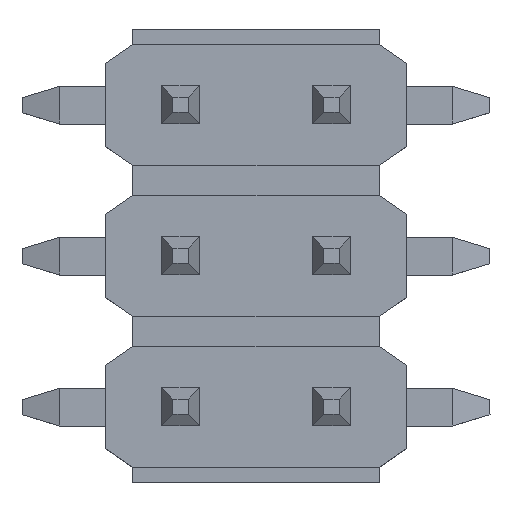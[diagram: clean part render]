
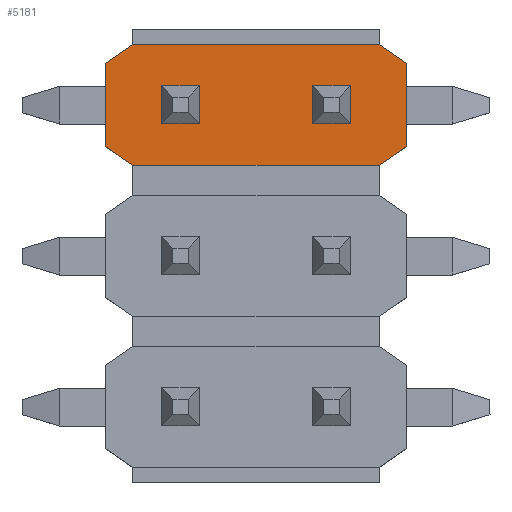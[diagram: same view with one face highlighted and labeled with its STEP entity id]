
A CAD part, top view. The second image highlights one B-rep face of the part: STEP entity #5181.
In plain terms, the highlighted planar face has unit normal (0, 0, 1).
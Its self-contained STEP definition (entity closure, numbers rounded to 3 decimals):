
#392=ORIENTED_EDGE('',*,*,#1317,.T.);
#393=ORIENTED_EDGE('',*,*,#1318,.T.);
#394=ORIENTED_EDGE('',*,*,#1319,.T.);
#395=ORIENTED_EDGE('',*,*,#1320,.T.);
#396=ORIENTED_EDGE('',*,*,#1321,.T.);
#397=ORIENTED_EDGE('',*,*,#1322,.T.);
#398=ORIENTED_EDGE('',*,*,#1323,.T.);
#399=ORIENTED_EDGE('',*,*,#1324,.T.);
#400=ORIENTED_EDGE('',*,*,#1148,.F.);
#401=ORIENTED_EDGE('',*,*,#1262,.F.);
#402=ORIENTED_EDGE('',*,*,#1246,.F.);
#403=ORIENTED_EDGE('',*,*,#1211,.T.);
#404=ORIENTED_EDGE('',*,*,#1170,.F.);
#405=ORIENTED_EDGE('',*,*,#1227,.T.);
#406=ORIENTED_EDGE('',*,*,#1235,.T.);
#407=ORIENTED_EDGE('',*,*,#1294,.F.);
#1148=EDGE_CURVE('',#1664,#1665,#1996,.T.);
#1170=EDGE_CURVE('',#1681,#1680,#2018,.T.);
#1211=EDGE_CURVE('',#1716,#1680,#2059,.T.);
#1227=EDGE_CURVE('',#1681,#1728,#2075,.T.);
#1235=EDGE_CURVE('',#1728,#1733,#2083,.T.);
#1246=EDGE_CURVE('',#1716,#1741,#2094,.T.);
#1262=EDGE_CURVE('',#1741,#1664,#2110,.T.);
#1294=EDGE_CURVE('',#1665,#1733,#2142,.T.);
#1317=EDGE_CURVE('',#1764,#1765,#2165,.T.);
#1318=EDGE_CURVE('',#1765,#1766,#2166,.T.);
#1319=EDGE_CURVE('',#1766,#1767,#2167,.T.);
#1320=EDGE_CURVE('',#1767,#1764,#2168,.T.);
#1321=EDGE_CURVE('',#1768,#1769,#2169,.T.);
#1322=EDGE_CURVE('',#1769,#1770,#2170,.T.);
#1323=EDGE_CURVE('',#1770,#1771,#2171,.T.);
#1324=EDGE_CURVE('',#1771,#1768,#2172,.T.);
#1664=VERTEX_POINT('',#6638);
#1665=VERTEX_POINT('',#6639);
#1680=VERTEX_POINT('',#6680);
#1681=VERTEX_POINT('',#6682);
#1716=VERTEX_POINT('',#6770);
#1728=VERTEX_POINT('',#6801);
#1733=VERTEX_POINT('',#6816);
#1741=VERTEX_POINT('',#6837);
#1764=VERTEX_POINT('',#6965);
#1765=VERTEX_POINT('',#6966);
#1766=VERTEX_POINT('',#6968);
#1767=VERTEX_POINT('',#6970);
#1768=VERTEX_POINT('',#6973);
#1769=VERTEX_POINT('',#6974);
#1770=VERTEX_POINT('',#6976);
#1771=VERTEX_POINT('',#6978);
#1996=LINE('',#6637,#2496);
#2018=LINE('',#6683,#2518);
#2059=LINE('',#6769,#2559);
#2075=LINE('',#6803,#2575);
#2083=LINE('',#6817,#2583);
#2094=LINE('',#6839,#2594);
#2110=LINE('',#6871,#2610);
#2142=LINE('',#6922,#2642);
#2165=LINE('',#6964,#2665);
#2166=LINE('',#6967,#2666);
#2167=LINE('',#6969,#2667);
#2168=LINE('',#6971,#2668);
#2169=LINE('',#6972,#2669);
#2170=LINE('',#6975,#2670);
#2171=LINE('',#6977,#2671);
#2172=LINE('',#6979,#2672);
#2496=VECTOR('',#5640,1000.);
#2518=VECTOR('',#5674,1000.);
#2559=VECTOR('',#5737,1000.);
#2575=VECTOR('',#5761,1000.);
#2583=VECTOR('',#5773,1000.);
#2594=VECTOR('',#5790,1000.);
#2610=VECTOR('',#5818,1000.);
#2642=VECTOR('',#5872,1000.);
#2665=VECTOR('',#5925,1000.);
#2666=VECTOR('',#5926,1000.);
#2667=VECTOR('',#5927,1000.);
#2668=VECTOR('',#5928,1000.);
#2669=VECTOR('',#5929,1000.);
#2670=VECTOR('',#5930,1000.);
#2671=VECTOR('',#5931,1000.);
#2672=VECTOR('',#5932,1000.);
#3027=EDGE_LOOP('',(#392,#393,#394,#395));
#3028=EDGE_LOOP('',(#396,#397,#398,#399));
#3029=EDGE_LOOP('',(#400,#401,#402,#403,#404,#405,#406,#407));
#3253=FACE_BOUND('',#3027,.T.);
#3254=FACE_BOUND('',#3028,.T.);
#3255=FACE_BOUND('',#3029,.T.);
#3479=PLANE('',#5402);
#5181=ADVANCED_FACE('',(#3253,#3254,#3255),#3479,.T.);
#5402=AXIS2_PLACEMENT_3D('',#6963,#5923,#5924);
#5640=DIRECTION('',(0.,1.,0.));
#5674=DIRECTION('',(0.,-1.,0.));
#5737=DIRECTION('',(0.57,0.821,0.));
#5761=DIRECTION('',(-0.57,0.821,0.));
#5773=DIRECTION('',(-1.,0.,0.));
#5790=DIRECTION('',(-1.,0.,0.));
#5818=DIRECTION('',(-0.56,0.829,0.));
#5872=DIRECTION('',(0.56,0.829,0.));
#5923=DIRECTION('',(0.,0.,1.));
#5924=DIRECTION('',(1.,0.,0.));
#5925=DIRECTION('',(-1.,0.,0.));
#5926=DIRECTION('',(0.,1.,0.));
#5927=DIRECTION('',(1.,0.,0.));
#5928=DIRECTION('',(0.,-1.,0.));
#5929=DIRECTION('',(-1.,0.,0.));
#5930=DIRECTION('',(0.,1.,0.));
#5931=DIRECTION('',(1.,0.,0.));
#5932=DIRECTION('',(0.,-1.,0.));
#6637=CARTESIAN_POINT('',(1.2,-1.63,1.));
#6638=CARTESIAN_POINT('',(1.2,-1.63,1.));
#6639=CARTESIAN_POINT('',(1.2,1.63,1.));
#6680=CARTESIAN_POINT('',(2.8,-1.64,1.));
#6682=CARTESIAN_POINT('',(2.8,1.64,1.));
#6683=CARTESIAN_POINT('',(2.8,1.64,1.));
#6769=CARTESIAN_POINT('',(2.55,-2.,1.));
#6770=CARTESIAN_POINT('',(2.55,-2.,1.));
#6801=CARTESIAN_POINT('',(2.55,2.,1.));
#6803=CARTESIAN_POINT('',(2.8,1.64,1.));
#6816=CARTESIAN_POINT('',(1.45,2.,1.));
#6817=CARTESIAN_POINT('',(3.,2.,1.));
#6837=CARTESIAN_POINT('',(1.45,-2.,1.));
#6839=CARTESIAN_POINT('',(3.,-2.,1.));
#6871=CARTESIAN_POINT('',(1.45,-2.,1.));
#6922=CARTESIAN_POINT('',(1.2,1.63,1.));
#6963=CARTESIAN_POINT('',(3.,-2.,1.));
#6964=CARTESIAN_POINT('',(2.25,-1.25,1.));
#6965=CARTESIAN_POINT('',(2.25,-1.25,1.));
#6966=CARTESIAN_POINT('',(1.75,-1.25,1.));
#6967=CARTESIAN_POINT('',(1.75,-1.25,1.));
#6968=CARTESIAN_POINT('',(1.75,-0.75,1.));
#6969=CARTESIAN_POINT('',(1.75,-0.75,1.));
#6970=CARTESIAN_POINT('',(2.25,-0.75,1.));
#6971=CARTESIAN_POINT('',(2.25,-0.75,1.));
#6972=CARTESIAN_POINT('',(2.25,0.75,1.));
#6973=CARTESIAN_POINT('',(2.25,0.75,1.));
#6974=CARTESIAN_POINT('',(1.75,0.75,1.));
#6975=CARTESIAN_POINT('',(1.75,0.75,1.));
#6976=CARTESIAN_POINT('',(1.75,1.25,1.));
#6977=CARTESIAN_POINT('',(1.75,1.25,1.));
#6978=CARTESIAN_POINT('',(2.25,1.25,1.));
#6979=CARTESIAN_POINT('',(2.25,1.25,1.));
